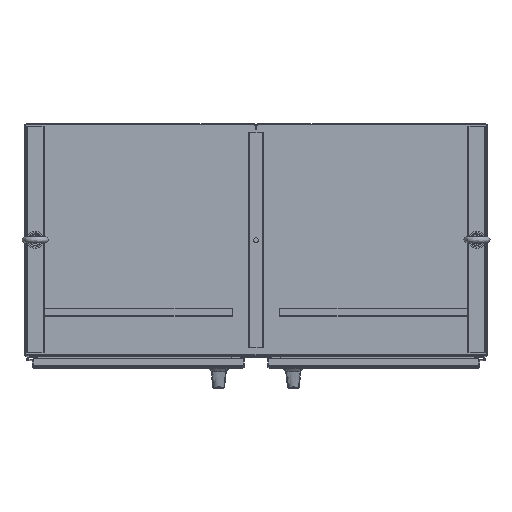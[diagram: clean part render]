
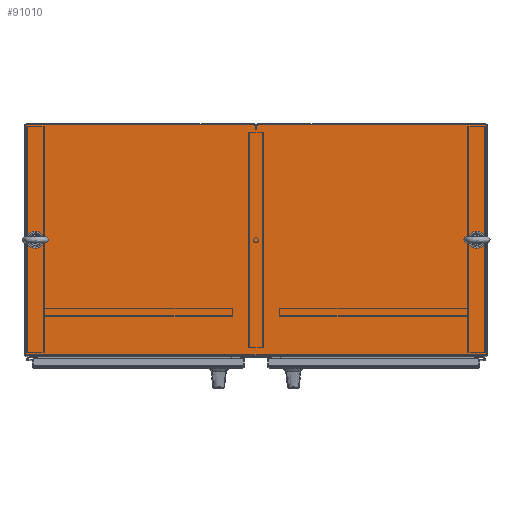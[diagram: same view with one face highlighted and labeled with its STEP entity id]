
A CAD part, top view. The second image highlights one B-rep face of the part: STEP entity #91010.
In plain terms, the highlighted planar face has unit normal (0, 0, 1).
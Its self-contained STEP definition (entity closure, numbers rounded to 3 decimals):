
#1213 = AXIS2_PLACEMENT_3D ( 'NONE', #56056, #80665, #105783 ) ;
#3136 = AXIS2_PLACEMENT_3D ( 'NONE', #105609, #65483, #67046 ) ;
#3801 = CARTESIAN_POINT ( 'NONE',  ( -22.935, -12.562, 36.03 ) ) ;
#8410 = LINE ( 'NONE', #48486, #22110 ) ;
#8605 = CARTESIAN_POINT ( 'NONE',  ( -23.935, -0.628, 36.03 ) ) ;
#12617 = CARTESIAN_POINT ( 'NONE',  ( 23.935, -24.593, 36.03 ) ) ;
#13082 = VERTEX_POINT ( 'NONE', #8605 ) ;
#16799 = VERTEX_POINT ( 'NONE', #67580 ) ;
#19146 = VECTOR ( 'NONE', #69293, 39.37 ) ;
#19785 = ORIENTED_EDGE ( 'NONE', *, *, #41881, .F. ) ;
#20984 = EDGE_CURVE ( 'NONE', #104657, #79426, #61802, .T. ) ;
#22110 = VECTOR ( 'NONE', #80620, 39.37 ) ;
#30407 = LINE ( 'NONE', #104688, #38734 ) ;
#33800 = VERTEX_POINT ( 'NONE', #97593 ) ;
#37066 = ORIENTED_EDGE ( 'NONE', *, *, #70177, .F. ) ;
#38734 = VECTOR ( 'NONE', #88091, 39.37 ) ;
#41881 = EDGE_CURVE ( 'NONE', #33800, #13082, #30407, .T. ) ;
#48486 = CARTESIAN_POINT ( 'NONE',  ( 23.935, -0.628, 36.03 ) ) ;
#56056 = CARTESIAN_POINT ( 'NONE',  ( -23.935, -24.593, 36.03 ) ) ;
#57105 = FACE_BOUND ( 'NONE', #85556, .T. ) ;
#59026 = EDGE_CURVE ( 'NONE', #96647, #96647, #81686, .T. ) ;
#61802 = LINE ( 'NONE', #12617, #19146 ) ;
#65483 = DIRECTION ( 'NONE',  ( 0., 0., -1. ) ) ;
#67046 = DIRECTION ( 'NONE',  ( 1., 0., 0. ) ) ;
#67261 = CARTESIAN_POINT ( 'NONE',  ( 23.935, -0.628, 36.03 ) ) ;
#67580 = CARTESIAN_POINT ( 'NONE',  ( -22.591, -12.562, 36.03 ) ) ;
#69293 = DIRECTION ( 'NONE',  ( 0., -1., 0. ) ) ;
#70177 = EDGE_CURVE ( 'NONE', #13082, #104657, #8410, .T. ) ;
#70766 = ORIENTED_EDGE ( 'NONE', *, *, #101174, .T. ) ;
#70851 = VECTOR ( 'NONE', #105187, 39.37 ) ;
#75639 = ORIENTED_EDGE ( 'NONE', *, *, #59026, .T. ) ;
#79426 = VERTEX_POINT ( 'NONE', #105390 ) ;
#80140 = FACE_OUTER_BOUND ( 'NONE', #96353, .T. ) ;
#80620 = DIRECTION ( 'NONE',  ( 1., 0., 0. ) ) ;
#80665 = DIRECTION ( 'NONE',  ( 0., 0., 1. ) ) ;
#81635 = LINE ( 'NONE', #105710, #70851 ) ;
#81686 = CIRCLE ( 'NONE', #3136, 0.344 ) ;
#81706 = PLANE ( 'NONE',  #1213 ) ;
#82880 = ORIENTED_EDGE ( 'NONE', *, *, #20984, .F. ) ;
#83365 = CIRCLE ( 'NONE', #93624, 0.344 ) ;
#84768 = ORIENTED_EDGE ( 'NONE', *, *, #88234, .T. ) ;
#85556 = EDGE_LOOP ( 'NONE', ( #84768 ) ) ;
#86125 = DIRECTION ( 'NONE',  ( 1., 0., 0. ) ) ;
#88091 = DIRECTION ( 'NONE',  ( 0., 1., 0. ) ) ;
#88234 = EDGE_CURVE ( 'NONE', #16799, #16799, #83365, .T. ) ;
#89711 = FACE_BOUND ( 'NONE', #99368, .T. ) ;
#91010 = ADVANCED_FACE ( 'NONE', ( #57105, #80140, #89711 ), #81706, .T. ) ;
#93624 = AXIS2_PLACEMENT_3D ( 'NONE', #3801, #94688, #86125 ) ;
#94688 = DIRECTION ( 'NONE',  ( 0., 0., -1. ) ) ;
#96353 = EDGE_LOOP ( 'NONE', ( #82880, #37066, #19785, #70766 ) ) ;
#96647 = VERTEX_POINT ( 'NONE', #97686 ) ;
#97593 = CARTESIAN_POINT ( 'NONE',  ( -23.935, -24.45, 36.03 ) ) ;
#97686 = CARTESIAN_POINT ( 'NONE',  ( 23.279, -12.562, 36.03 ) ) ;
#99368 = EDGE_LOOP ( 'NONE', ( #75639 ) ) ;
#101174 = EDGE_CURVE ( 'NONE', #33800, #79426, #81635, .T. ) ;
#104657 = VERTEX_POINT ( 'NONE', #67261 ) ;
#104688 = CARTESIAN_POINT ( 'NONE',  ( -23.935, -0.628, 36.03 ) ) ;
#105187 = DIRECTION ( 'NONE',  ( 1., 0., 0. ) ) ;
#105390 = CARTESIAN_POINT ( 'NONE',  ( 23.935, -24.45, 36.03 ) ) ;
#105609 = CARTESIAN_POINT ( 'NONE',  ( 22.935, -12.562, 36.03 ) ) ;
#105710 = CARTESIAN_POINT ( 'NONE',  ( -23.935, -24.45, 36.03 ) ) ;
#105783 = DIRECTION ( 'NONE',  ( 1., 0., 0. ) ) ;
